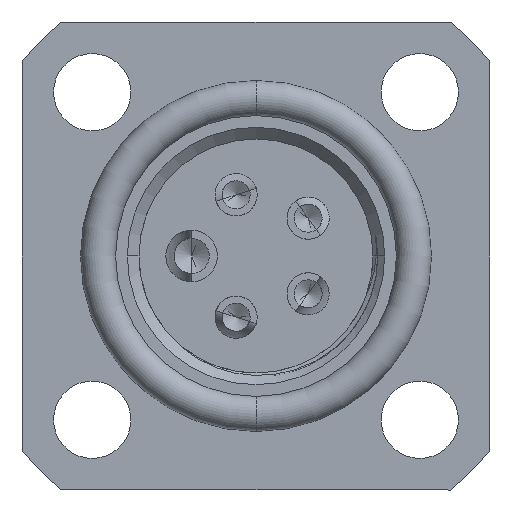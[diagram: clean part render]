
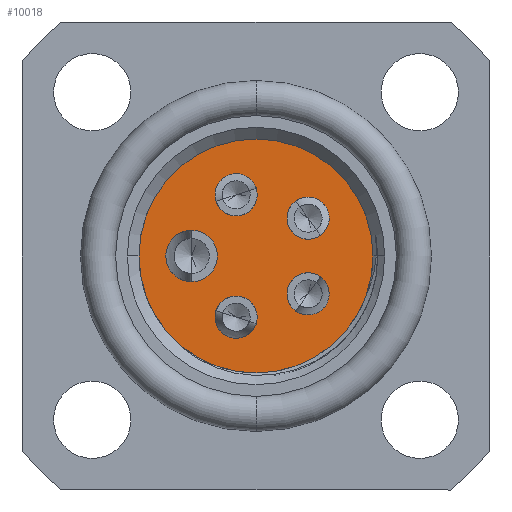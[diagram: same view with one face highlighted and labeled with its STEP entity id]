
A CAD part, left-side view. The second image highlights one B-rep face of the part: STEP entity #10018.
In plain terms, the highlighted face is planar.
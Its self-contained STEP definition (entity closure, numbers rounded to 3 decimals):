
#2 = VERTEX_POINT ( 'NONE', #1670 ) ;
#47 = EDGE_CURVE ( 'NONE', #643, #9376, #6266, .T. ) ;
#56 = DIRECTION ( 'NONE',  ( 0., 0., 1. ) ) ;
#102 = CARTESIAN_POINT ( 'NONE',  ( 13., 0., 0. ) ) ;
#193 = CARTESIAN_POINT ( 'NONE',  ( 13., 2.75, -1.1 ) ) ;
#208 = CARTESIAN_POINT ( 'NONE',  ( 13., 0.85, 3.515 ) ) ;
#292 = AXIS2_PLACEMENT_3D ( 'NONE', #4409, #1358, #3677 ) ;
#313 = DIRECTION ( 'NONE',  ( 1., 0., 0. ) ) ;
#359 = DIRECTION ( 'NONE',  ( 0., 0., -1. ) ) ;
#630 = ORIENTED_EDGE ( 'NONE', *, *, #2823, .F. ) ;
#643 = VERTEX_POINT ( 'NONE', #3692 ) ;
#673 = AXIS2_PLACEMENT_3D ( 'NONE', #9532, #2382, #7242 ) ;
#709 = CARTESIAN_POINT ( 'NONE',  ( 13., 0., 5. ) ) ;
#899 = CARTESIAN_POINT ( 'NONE',  ( 13., 0.85, -3.515 ) ) ;
#977 = ORIENTED_EDGE ( 'NONE', *, *, #5501, .F. ) ;
#1024 = CIRCLE ( 'NONE', #5061, 0.9 ) ;
#1035 = CIRCLE ( 'NONE', #3231, 5. ) ;
#1269 = EDGE_LOOP ( 'NONE', ( #7900, #7525 ) ) ;
#1358 = DIRECTION ( 'NONE',  ( 1., 0., 0. ) ) ;
#1480 = FACE_BOUND ( 'NONE', #6481, .T. ) ;
#1663 = ORIENTED_EDGE ( 'NONE', *, *, #9235, .F. ) ;
#1670 = CARTESIAN_POINT ( 'NONE',  ( 13., 0.85, 1.715 ) ) ;
#1716 = AXIS2_PLACEMENT_3D ( 'NONE', #8852, #5839, #5040 ) ;
#1922 = EDGE_CURVE ( 'NONE', #9376, #643, #4085, .T. ) ;
#1964 = CARTESIAN_POINT ( 'NONE',  ( 13., 2.75, 0. ) ) ;
#1972 = DIRECTION ( 'NONE',  ( 0., 0., -1. ) ) ;
#2211 = AXIS2_PLACEMENT_3D ( 'NONE', #102, #8064, #56 ) ;
#2275 = FACE_BOUND ( 'NONE', #1269, .T. ) ;
#2382 = DIRECTION ( 'NONE',  ( -1., 0., 0. ) ) ;
#2411 = CARTESIAN_POINT ( 'NONE',  ( 13., -2.225, -2.516 ) ) ;
#2695 = CARTESIAN_POINT ( 'NONE',  ( 13., -2.225, 1.616 ) ) ;
#2708 = CARTESIAN_POINT ( 'NONE',  ( 13., 0.85, -2.615 ) ) ;
#2816 = EDGE_LOOP ( 'NONE', ( #6489, #8882 ) ) ;
#2823 = EDGE_CURVE ( 'NONE', #5348, #9930, #10373, .T. ) ;
#3042 = EDGE_LOOP ( 'NONE', ( #6658, #6144 ) ) ;
#3231 = AXIS2_PLACEMENT_3D ( 'NONE', #4718, #8715, #3987 ) ;
#3251 = EDGE_CURVE ( 'NONE', #7572, #5264, #4950, .T. ) ;
#3275 = EDGE_LOOP ( 'NONE', ( #7782, #10103 ) ) ;
#3389 = AXIS2_PLACEMENT_3D ( 'NONE', #7576, #313, #1972 ) ;
#3435 = CARTESIAN_POINT ( 'NONE',  ( 13., -2.225, -0.716 ) ) ;
#3677 = DIRECTION ( 'NONE',  ( 0., 0., -1. ) ) ;
#3692 = CARTESIAN_POINT ( 'NONE',  ( 13., -2.225, 2.516 ) ) ;
#3954 = ORIENTED_EDGE ( 'NONE', *, *, #4697, .F. ) ;
#3987 = DIRECTION ( 'NONE',  ( 0., 0., 1. ) ) ;
#4085 = CIRCLE ( 'NONE', #4587, 0.9 ) ;
#4138 = DIRECTION ( 'NONE',  ( 1., 0., 0. ) ) ;
#4225 = CARTESIAN_POINT ( 'NONE',  ( 13., 2.75, 0. ) ) ;
#4409 = CARTESIAN_POINT ( 'NONE',  ( 13., -2.225, -1.616 ) ) ;
#4511 = DIRECTION ( 'NONE',  ( 1., 0., 0. ) ) ;
#4575 = CARTESIAN_POINT ( 'NONE',  ( 13., 2.75, 1.1 ) ) ;
#4587 = AXIS2_PLACEMENT_3D ( 'NONE', #2695, #6014, #359 ) ;
#4630 = VERTEX_POINT ( 'NONE', #709 ) ;
#4688 = FACE_BOUND ( 'NONE', #2816, .T. ) ;
#4697 = EDGE_CURVE ( 'NONE', #9930, #5348, #6324, .T. ) ;
#4718 = CARTESIAN_POINT ( 'NONE',  ( 13., 0., 0. ) ) ;
#4867 = DIRECTION ( 'NONE',  ( 0., 0., -1. ) ) ;
#4950 = CIRCLE ( 'NONE', #8008, 1.1 ) ;
#5040 = DIRECTION ( 'NONE',  ( 0., 0., -1. ) ) ;
#5061 = AXIS2_PLACEMENT_3D ( 'NONE', #6910, #4511, #5202 ) ;
#5167 = DIRECTION ( 'NONE',  ( 1., 0., 0. ) ) ;
#5202 = DIRECTION ( 'NONE',  ( 0., 0., -1. ) ) ;
#5227 = CIRCLE ( 'NONE', #8806, 1.1 ) ;
#5264 = VERTEX_POINT ( 'NONE', #193 ) ;
#5348 = VERTEX_POINT ( 'NONE', #899 ) ;
#5501 = EDGE_CURVE ( 'NONE', #5551, #4630, #8980, .T. ) ;
#5505 = CARTESIAN_POINT ( 'NONE',  ( 13., 0., -5. ) ) ;
#5539 = FACE_BOUND ( 'NONE', #3042, .T. ) ;
#5551 = VERTEX_POINT ( 'NONE', #5505 ) ;
#5598 = PLANE ( 'NONE',  #673 ) ;
#5758 = VERTEX_POINT ( 'NONE', #208 ) ;
#5839 = DIRECTION ( 'NONE',  ( 1., 0., 0. ) ) ;
#6014 = DIRECTION ( 'NONE',  ( 1., 0., 0. ) ) ;
#6144 = ORIENTED_EDGE ( 'NONE', *, *, #3251, .F. ) ;
#6192 = DIRECTION ( 'NONE',  ( 0., 0., -1. ) ) ;
#6260 = CIRCLE ( 'NONE', #1716, 0.9 ) ;
#6266 = CIRCLE ( 'NONE', #3389, 0.9 ) ;
#6289 = FACE_OUTER_BOUND ( 'NONE', #6670, .T. ) ;
#6324 = CIRCLE ( 'NONE', #7672, 0.9 ) ;
#6396 = CARTESIAN_POINT ( 'NONE',  ( 13., 0.85, -1.715 ) ) ;
#6474 = DIRECTION ( 'NONE',  ( 1., 0., 0. ) ) ;
#6481 = EDGE_LOOP ( 'NONE', ( #630, #3954 ) ) ;
#6489 = ORIENTED_EDGE ( 'NONE', *, *, #9548, .F. ) ;
#6523 = DIRECTION ( 'NONE',  ( 1., 0., 0. ) ) ;
#6527 = CARTESIAN_POINT ( 'NONE',  ( 13., 0.85, 2.615 ) ) ;
#6658 = ORIENTED_EDGE ( 'NONE', *, *, #8531, .F. ) ;
#6670 = EDGE_LOOP ( 'NONE', ( #1663, #977 ) ) ;
#6910 = CARTESIAN_POINT ( 'NONE',  ( 13., 0.85, 2.615 ) ) ;
#7242 = DIRECTION ( 'NONE',  ( 0., 0., 1. ) ) ;
#7283 = VERTEX_POINT ( 'NONE', #3435 ) ;
#7525 = ORIENTED_EDGE ( 'NONE', *, *, #47, .F. ) ;
#7572 = VERTEX_POINT ( 'NONE', #4575 ) ;
#7576 = CARTESIAN_POINT ( 'NONE',  ( 13., -2.225, 1.616 ) ) ;
#7672 = AXIS2_PLACEMENT_3D ( 'NONE', #2708, #6523, #9756 ) ;
#7782 = ORIENTED_EDGE ( 'NONE', *, *, #10333, .F. ) ;
#7790 = AXIS2_PLACEMENT_3D ( 'NONE', #6527, #4138, #9762 ) ;
#7900 = ORIENTED_EDGE ( 'NONE', *, *, #1922, .F. ) ;
#7953 = CIRCLE ( 'NONE', #292, 0.9 ) ;
#8008 = AXIS2_PLACEMENT_3D ( 'NONE', #1964, #5167, #8419 ) ;
#8064 = DIRECTION ( 'NONE',  ( -1., 0., 0. ) ) ;
#8173 = AXIS2_PLACEMENT_3D ( 'NONE', #8536, #9281, #6192 ) ;
#8419 = DIRECTION ( 'NONE',  ( 0., 0., -1. ) ) ;
#8531 = EDGE_CURVE ( 'NONE', #5264, #7572, #5227, .T. ) ;
#8536 = CARTESIAN_POINT ( 'NONE',  ( 13., 0.85, -2.615 ) ) ;
#8715 = DIRECTION ( 'NONE',  ( -1., 0., 0. ) ) ;
#8806 = AXIS2_PLACEMENT_3D ( 'NONE', #4225, #6474, #4867 ) ;
#8813 = CIRCLE ( 'NONE', #7790, 0.9 ) ;
#8852 = CARTESIAN_POINT ( 'NONE',  ( 13., -2.225, -1.616 ) ) ;
#8882 = ORIENTED_EDGE ( 'NONE', *, *, #10342, .F. ) ;
#8956 = EDGE_CURVE ( 'NONE', #7283, #9262, #6260, .T. ) ;
#8980 = CIRCLE ( 'NONE', #2211, 5. ) ;
#9185 = CARTESIAN_POINT ( 'NONE',  ( 13., -2.225, 0.716 ) ) ;
#9235 = EDGE_CURVE ( 'NONE', #4630, #5551, #1035, .T. ) ;
#9262 = VERTEX_POINT ( 'NONE', #2411 ) ;
#9281 = DIRECTION ( 'NONE',  ( 1., 0., 0. ) ) ;
#9376 = VERTEX_POINT ( 'NONE', #9185 ) ;
#9532 = CARTESIAN_POINT ( 'NONE',  ( 13., 0., 0. ) ) ;
#9548 = EDGE_CURVE ( 'NONE', #2, #5758, #8813, .T. ) ;
#9756 = DIRECTION ( 'NONE',  ( 0., 0., -1. ) ) ;
#9762 = DIRECTION ( 'NONE',  ( 0., 0., -1. ) ) ;
#9930 = VERTEX_POINT ( 'NONE', #6396 ) ;
#10018 = ADVANCED_FACE ( 'NONE', ( #5539, #1480, #10319, #2275, #4688, #6289 ), #5598, .F. ) ;
#10103 = ORIENTED_EDGE ( 'NONE', *, *, #8956, .F. ) ;
#10319 = FACE_BOUND ( 'NONE', #3275, .T. ) ;
#10333 = EDGE_CURVE ( 'NONE', #9262, #7283, #7953, .T. ) ;
#10342 = EDGE_CURVE ( 'NONE', #5758, #2, #1024, .T. ) ;
#10373 = CIRCLE ( 'NONE', #8173, 0.9 ) ;
